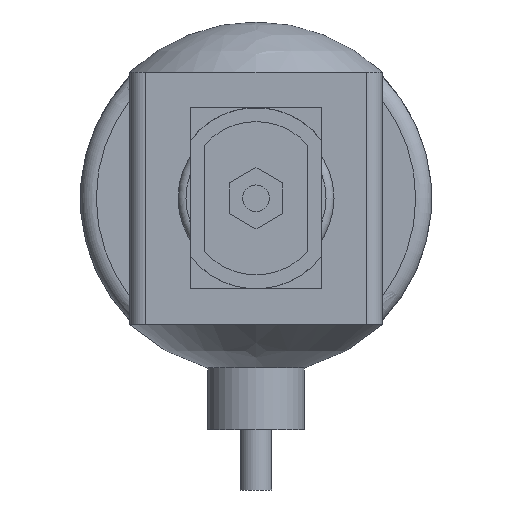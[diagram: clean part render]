
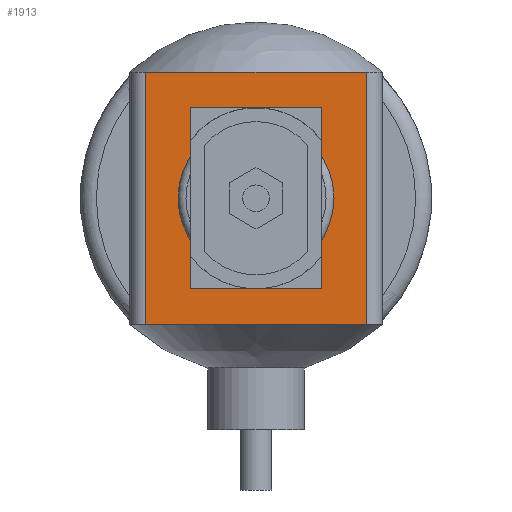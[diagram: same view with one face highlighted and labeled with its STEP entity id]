
A CAD part, left-side view. The second image highlights one B-rep face of the part: STEP entity #1913.
In plain terms, the highlighted planar face has unit normal (-1, 0, 0).
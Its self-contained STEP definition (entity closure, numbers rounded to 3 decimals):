
#64=FACE_BOUND('',#389,.T.);
#134=PLANE('',#2135);
#248=FACE_OUTER_BOUND('',#388,.T.);
#388=EDGE_LOOP('',(#1759,#1760,#1761,#1762,#1763,#1764));
#389=EDGE_LOOP('',(#1765));
#433=LINE('',#2833,#595);
#435=LINE('',#2839,#597);
#458=LINE('',#2989,#620);
#459=LINE('',#2991,#621);
#504=LINE('',#3159,#666);
#505=LINE('',#3161,#667);
#595=VECTOR('',#2242,10.);
#597=VECTOR('',#2248,10.);
#620=VECTOR('',#2301,10.);
#621=VECTOR('',#2304,10.);
#666=VECTOR('',#2495,10.);
#667=VECTOR('',#2498,10.);
#749=CIRCLE('',#2010,7.325);
#843=VERTEX_POINT('',#2826);
#846=VERTEX_POINT('',#2831);
#848=VERTEX_POINT('',#2837);
#879=VERTEX_POINT('',#2985);
#880=VERTEX_POINT('',#2987);
#908=VERTEX_POINT('',#3080);
#929=VERTEX_POINT('',#3151);
#1030=EDGE_CURVE('',#846,#843,#433,.T.);
#1033=EDGE_CURVE('',#846,#848,#435,.T.);
#1072=EDGE_CURVE('',#880,#879,#458,.T.);
#1073=EDGE_CURVE('',#848,#879,#459,.T.);
#1118=EDGE_CURVE('',#908,#908,#749,.T.);
#1155=EDGE_CURVE('',#929,#880,#504,.T.);
#1156=EDGE_CURVE('',#843,#929,#505,.T.);
#1759=ORIENTED_EDGE('',*,*,#1030,.F.);
#1760=ORIENTED_EDGE('',*,*,#1033,.T.);
#1761=ORIENTED_EDGE('',*,*,#1073,.T.);
#1762=ORIENTED_EDGE('',*,*,#1072,.F.);
#1763=ORIENTED_EDGE('',*,*,#1155,.F.);
#1764=ORIENTED_EDGE('',*,*,#1156,.F.);
#1765=ORIENTED_EDGE('',*,*,#1118,.T.);
#1913=ADVANCED_FACE('',(#248,#64),#134,.T.);
#2010=AXIS2_PLACEMENT_3D('',#3082,#2401,#2402);
#2135=AXIS2_PLACEMENT_3D('',#3339,#2715,#2716);
#2242=DIRECTION('',(0.,0.,-1.));
#2248=DIRECTION('',(0.,1.,0.));
#2301=DIRECTION('',(0.,0.,1.));
#2304=DIRECTION('',(0.,1.,0.));
#2401=DIRECTION('center_axis',(1.,0.,0.));
#2402=DIRECTION('ref_axis',(0.,0.,-1.));
#2495=DIRECTION('',(0.,1.,0.));
#2498=DIRECTION('',(0.,1.,0.));
#2715=DIRECTION('center_axis',(-1.,0.,0.));
#2716=DIRECTION('ref_axis',(0.,0.,1.));
#2826=CARTESIAN_POINT('',(-11.85,-10.35,-11.85));
#2831=CARTESIAN_POINT('',(-11.85,-10.35,11.85));
#2833=CARTESIAN_POINT('',(-11.85,-10.35,-5.925));
#2837=CARTESIAN_POINT('',(-11.85,0.,11.85));
#2839=CARTESIAN_POINT('',(-11.85,0.,11.85));
#2985=CARTESIAN_POINT('',(-11.85,10.35,11.85));
#2987=CARTESIAN_POINT('',(-11.85,10.35,-11.85));
#2989=CARTESIAN_POINT('',(-11.85,10.35,-5.925));
#2991=CARTESIAN_POINT('',(-11.85,0.,11.85));
#3080=CARTESIAN_POINT('',(-11.85,0.,7.325));
#3082=CARTESIAN_POINT('Origin',(-11.85,0.,0.));
#3151=CARTESIAN_POINT('',(-11.85,0.,-11.85));
#3159=CARTESIAN_POINT('',(-11.85,0.,-11.85));
#3161=CARTESIAN_POINT('',(-11.85,0.,-11.85));
#3339=CARTESIAN_POINT('Origin',(-11.85,0.,-11.85));
